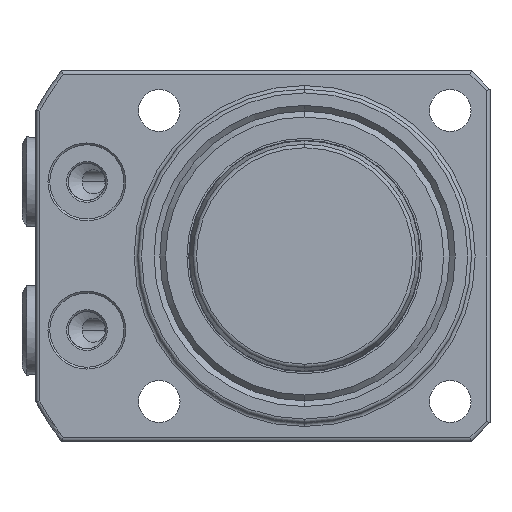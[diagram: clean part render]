
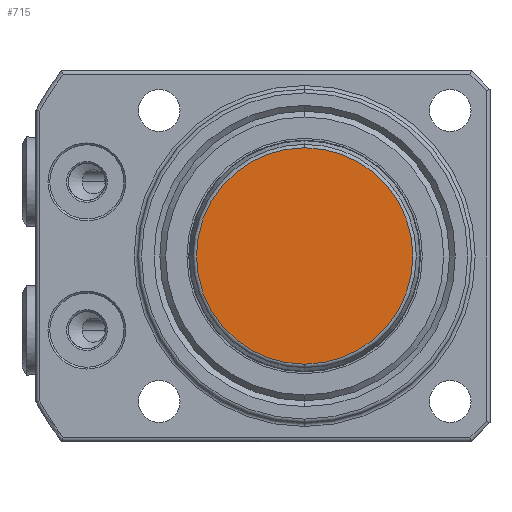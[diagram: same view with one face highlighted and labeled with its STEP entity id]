
A CAD part, front view. The second image highlights one B-rep face of the part: STEP entity #715.
In plain terms, the highlighted planar face has unit normal (0, -1, 0).
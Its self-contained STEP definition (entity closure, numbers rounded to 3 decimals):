
#355 = CARTESIAN_POINT ( 'NONE',  ( 0., 0., -11.674 ) ) ;
#356 = CARTESIAN_POINT ( 'NONE',  ( 0., 0., 11.674 ) ) ;
#684 = EDGE_CURVE ( 'NONE', #7497, #7496, #6184, .T. ) ;
#709 = EDGE_CURVE ( 'NONE', #7496, #7497, #5828, .T. ) ;
#715 = ADVANCED_FACE ( 'NONE', ( #3894 ), #6382, .F. ) ;
#2231 = CARTESIAN_POINT ( 'NONE',  ( 0., 0., 0. ) ) ;
#2235 = DIRECTION ( 'NONE',  ( 0., -1., 0. ) ) ;
#2236 = DIRECTION ( 'NONE',  ( 0., 0., 1. ) ) ;
#2318 = CARTESIAN_POINT ( 'NONE',  ( 0., 0., 0. ) ) ;
#2319 = DIRECTION ( 'NONE',  ( 0., -1., 0. ) ) ;
#2320 = DIRECTION ( 'NONE',  ( 0., 0., 1. ) ) ;
#2434 = EDGE_LOOP ( 'NONE', ( #2583, #2581 ) ) ;
#2581 = ORIENTED_EDGE ( 'NONE', *, *, #709, .T. ) ;
#2583 = ORIENTED_EDGE ( 'NONE', *, *, #684, .T. ) ;
#3894 = FACE_OUTER_BOUND ( 'NONE', #2434, .T. ) ;
#3910 = AXIS2_PLACEMENT_3D ( 'NONE', #2318, #2319, #2320 ) ;
#4131 = AXIS2_PLACEMENT_3D ( 'NONE', #2231, #2235, #2236 ) ;
#4357 = AXIS2_PLACEMENT_3D ( 'NONE', #6383, #6384, #6385 ) ;
#5828 = CIRCLE ( 'NONE', #3910, 11.674 ) ;
#6184 = CIRCLE ( 'NONE', #4131, 11.674 ) ;
#6382 = PLANE ( 'NONE',  #4357 ) ;
#6383 = CARTESIAN_POINT ( 'NONE',  ( 0., 0., 0. ) ) ;
#6384 = DIRECTION ( 'NONE',  ( 0., 1., 0. ) ) ;
#6385 = DIRECTION ( 'NONE',  ( 0., 0., 1. ) ) ;
#7496 = VERTEX_POINT ( 'NONE', #355 ) ;
#7497 = VERTEX_POINT ( 'NONE', #356 ) ;
